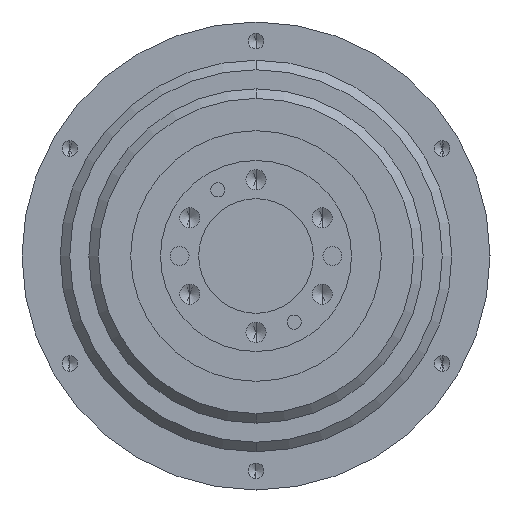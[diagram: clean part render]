
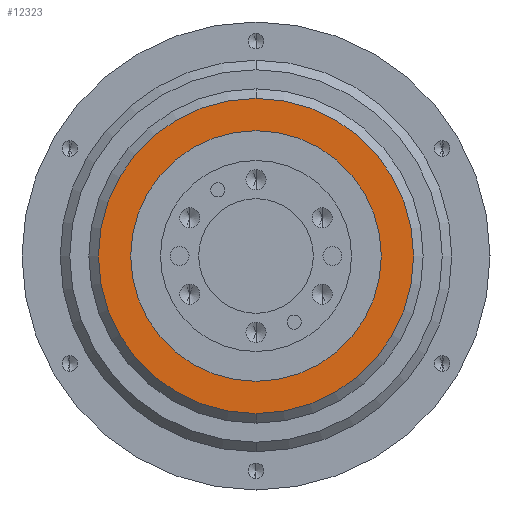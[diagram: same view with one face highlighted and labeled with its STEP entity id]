
A CAD part, front view. The second image highlights one B-rep face of the part: STEP entity #12323.
In plain terms, the highlighted planar face has unit normal (0, -1, 0).
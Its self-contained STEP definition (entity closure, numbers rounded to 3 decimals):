
#98 = CIRCLE ( 'NONE', #11510, 26.25 ) ;
#184 = AXIS2_PLACEMENT_3D ( 'NONE', #10000, #27808, #12291 ) ;
#214 = CIRCLE ( 'NONE', #1124, 33. ) ;
#877 = ORIENTED_EDGE ( 'NONE', *, *, #9846, .T. ) ;
#1124 = AXIS2_PLACEMENT_3D ( 'NONE', #5763, #12340, #7480 ) ;
#2948 = CIRCLE ( 'NONE', #184, 33. ) ;
#3093 = EDGE_CURVE ( 'NONE', #19651, #23690, #214, .T. ) ;
#3916 = DIRECTION ( 'NONE',  ( 0., 0., 1. ) ) ;
#4915 = DIRECTION ( 'NONE',  ( 0., 0., 1. ) ) ;
#5758 = DIRECTION ( 'NONE',  ( 0., 1., 0. ) ) ;
#5763 = CARTESIAN_POINT ( 'NONE',  ( 0., 2., 0. ) ) ;
#6172 = CARTESIAN_POINT ( 'NONE',  ( 35., 2., 0. ) ) ;
#7042 = DIRECTION ( 'NONE',  ( 0., 1., 0. ) ) ;
#7480 = DIRECTION ( 'NONE',  ( 0., 0., 1. ) ) ;
#9203 = ORIENTED_EDGE ( 'NONE', *, *, #26775, .T. ) ;
#9433 = EDGE_LOOP ( 'NONE', ( #22075, #877 ) ) ;
#9462 = CARTESIAN_POINT ( 'NONE',  ( 0., 2., 26.25 ) ) ;
#9846 = EDGE_CURVE ( 'NONE', #23690, #19651, #2948, .T. ) ;
#10000 = CARTESIAN_POINT ( 'NONE',  ( 0., 2., 0. ) ) ;
#10047 = FACE_OUTER_BOUND ( 'NONE', #9433, .T. ) ;
#10931 = CARTESIAN_POINT ( 'NONE',  ( 0., 2., 0. ) ) ;
#11196 = CARTESIAN_POINT ( 'NONE',  ( 0., 2., 0. ) ) ;
#11510 = AXIS2_PLACEMENT_3D ( 'NONE', #10931, #13221, #22029 ) ;
#12251 = CARTESIAN_POINT ( 'NONE',  ( 0., 2., 33. ) ) ;
#12291 = DIRECTION ( 'NONE',  ( 0., 0., 1. ) ) ;
#12323 = ADVANCED_FACE ( 'NONE', ( #10047, #14755 ), #12753, .F. ) ;
#12340 = DIRECTION ( 'NONE',  ( 0., -1., 0. ) ) ;
#12753 = PLANE ( 'NONE',  #18778 ) ;
#13173 = ORIENTED_EDGE ( 'NONE', *, *, #23101, .T. ) ;
#13221 = DIRECTION ( 'NONE',  ( 0., 1., 0. ) ) ;
#13915 = AXIS2_PLACEMENT_3D ( 'NONE', #11196, #7042, #4915 ) ;
#14755 = FACE_BOUND ( 'NONE', #24546, .T. ) ;
#18092 = VERTEX_POINT ( 'NONE', #9462 ) ;
#18778 = AXIS2_PLACEMENT_3D ( 'NONE', #6172, #5758, #3916 ) ;
#19651 = VERTEX_POINT ( 'NONE', #12251 ) ;
#20196 = CIRCLE ( 'NONE', #13915, 26.25 ) ;
#22029 = DIRECTION ( 'NONE',  ( 0., 0., 1. ) ) ;
#22075 = ORIENTED_EDGE ( 'NONE', *, *, #3093, .T. ) ;
#23101 = EDGE_CURVE ( 'NONE', #18092, #24431, #20196, .T. ) ;
#23690 = VERTEX_POINT ( 'NONE', #26353 ) ;
#23820 = CARTESIAN_POINT ( 'NONE',  ( 0., 2., -26.25 ) ) ;
#24431 = VERTEX_POINT ( 'NONE', #23820 ) ;
#24546 = EDGE_LOOP ( 'NONE', ( #13173, #9203 ) ) ;
#26353 = CARTESIAN_POINT ( 'NONE',  ( 0., 2., -33. ) ) ;
#26775 = EDGE_CURVE ( 'NONE', #24431, #18092, #98, .T. ) ;
#27808 = DIRECTION ( 'NONE',  ( 0., -1., 0. ) ) ;
